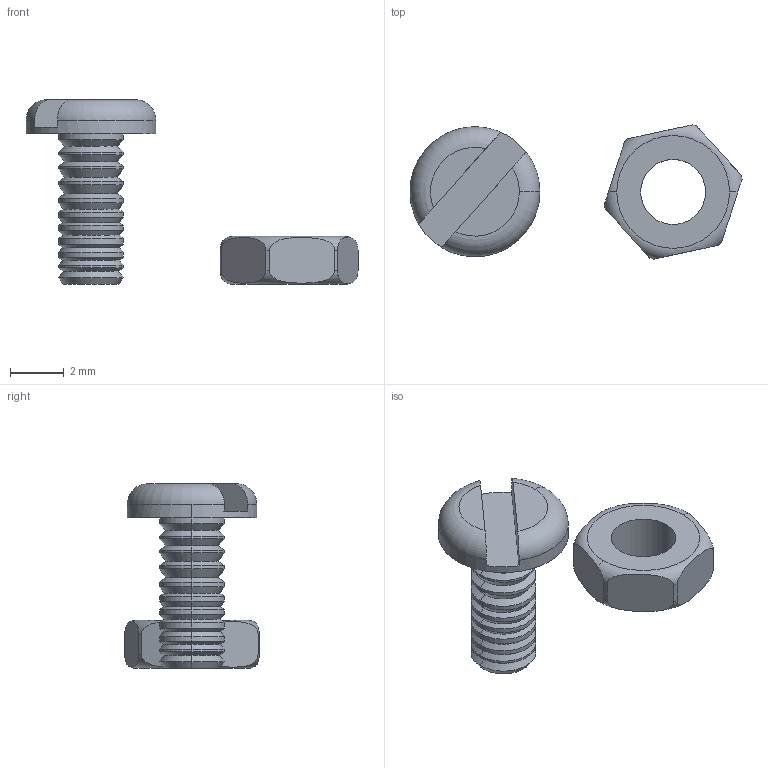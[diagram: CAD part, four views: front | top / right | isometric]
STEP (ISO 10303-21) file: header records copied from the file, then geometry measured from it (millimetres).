
FILE_DESCRIPTION (( 'STEP AP203' ), '1' );
FILE_NAME ('A1526-1-CN.STEP', '2013-11-06T14:07:09', ( '' ), ( '' ), 'SwSTEP 2.0', 'SolidWorks 2012', '' );
FILE_SCHEMA (( 'CONFIG_CONTROL_DESIGN' ));
Length unit declared in the file: inch
Products named in the file (1): A1526-1-CN
Bounding box: 12.34 x 5 x 6.86 mm (x, y, z)
Volume: 62.3 mm3; surface area: 173.3 mm2
Topology: 2 solids, 2 shells, 94 faces, 206 edges, 117 vertices
Faces by surface type: cone 42, cylinder 30, plane 15, torus 7
Entity records: 2863 total; most frequent: CARTESIAN_POINT 698, DIRECTION 476, ORIENTED_EDGE 412, EDGE_CURVE 206, AXIS2_PLACEMENT_3D 195, VERTEX_POINT 117, CIRCLE 100, EDGE_LOOP 97
